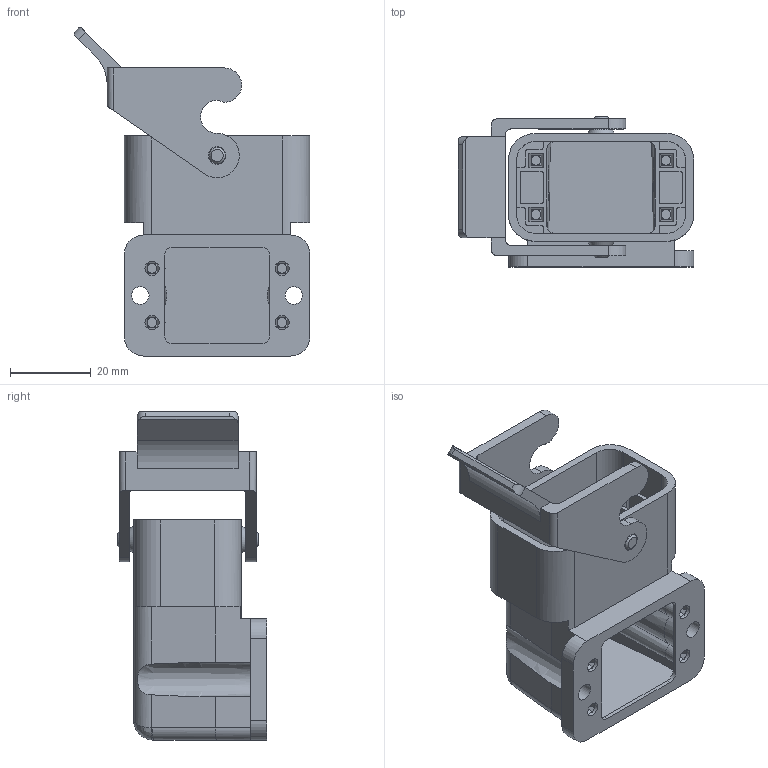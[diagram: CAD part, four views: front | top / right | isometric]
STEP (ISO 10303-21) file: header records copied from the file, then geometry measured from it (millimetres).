
FILE_DESCRIPTION(/* description */ (''),/* implementation_level */ '2;1');
FILE_NAME(/* name */ '100094799ugm000_b.stp',/* time_stamp */ '2019-10-28T13:33:46+01:00',/* author */ (''),/* organization */ (''),/* preprocessor_version */ 'ST-DEVELOPER v16.7',/* originating_system */ 'SIEMENS PLM Software NX 12.0',/* authorisation */ '');
FILE_SCHEMA (('AUTOMOTIVE_DESIGN { 1 0 10303 214 3 1 1 1 }'));
Length unit declared in the file: millimetre
Products named in the file (1): 100094799ugm000_b
Bounding box: 58.32 x 37.1 x 81.25 mm (x, y, z)
Volume: 22949.1 mm3; surface area: 22840.3 mm2
Topology: 2 solids, 2 shells, 445 faces, 1115 edges, 711 vertices
Faces by surface type: plane 323, cylinder 106, cone 12, bspline 4
Full cylindrical faces by diameter (mm): 1.52 x1, 1.68 x1, 2.4 x8, 3.5 x4, 4 x2, 4.3 x2, 4.4 x2
Entity records: 14177 total; most frequent: CARTESIAN_POINT 2765, ORIENTED_EDGE 2178, DIRECTION 2161, EDGE_CURVE 1089, LINE 801, VECTOR 801, VERTEX_POINT 710, AXIS2_PLACEMENT_3D 680
